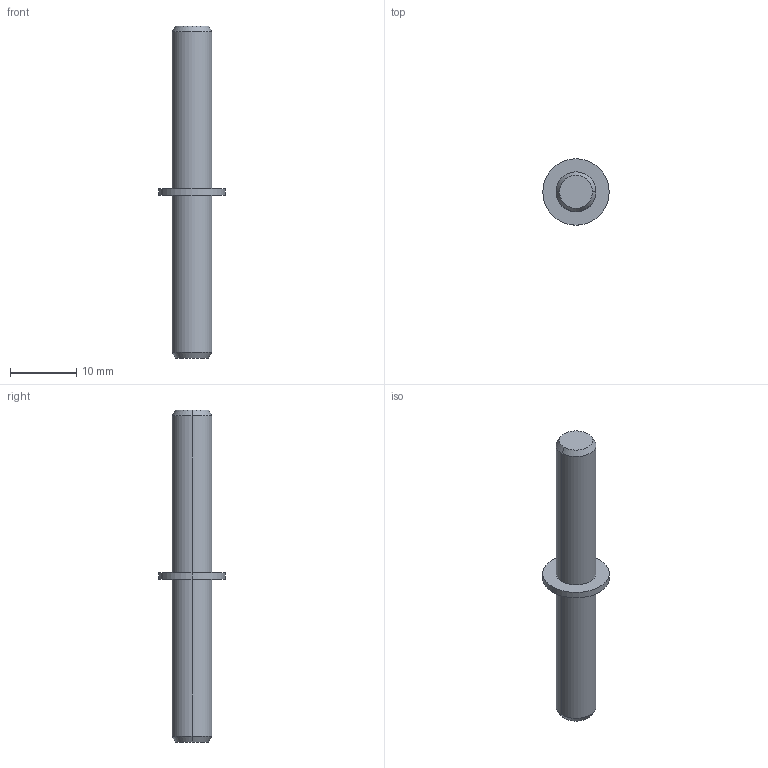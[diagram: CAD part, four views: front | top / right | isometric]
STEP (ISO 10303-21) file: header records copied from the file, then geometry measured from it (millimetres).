
FILE_DESCRIPTION((''),'2;1');
FILE_NAME('12160_OSOVINA_TECAJ_AL','2022-09-19T08:20:29',('PredragRovcanin'),('Audax d.o.o.'),'CREO PARAMETRIC BY PTC INC, 2020281','CREO PARAMETRIC BY PTC INC, 2020281','');
FILE_SCHEMA(('AP242_MANAGED_MODEL_BASED_3D_ENGINEERING_MIM_LF { 1 0 10303 442 1 1 4 }'));
Length unit declared in the file: millimetre
Products named in the file (1): 12160_OSOVINA_TECAJ_AL
Bounding box: 10 x 10 x 50 mm (x, y, z)
Volume: 1456.3 mm3; surface area: 1096.8 mm2
Topology: 1 solids, 1 shells, 14 faces, 27 edges, 18 vertices
Faces by surface type: cylinder 6, cone 4, plane 4
Entity records: 811 total; most frequent: COLOUR_RGB 321, DIRECTION 73, CARTESIAN_POINT 60, ORIENTED_EDGE 52, AXIS2_PLACEMENT_3D 31, EDGE_CURVE 26, PROPERTY_DEFINITION 18, VERTEX_POINT 16
